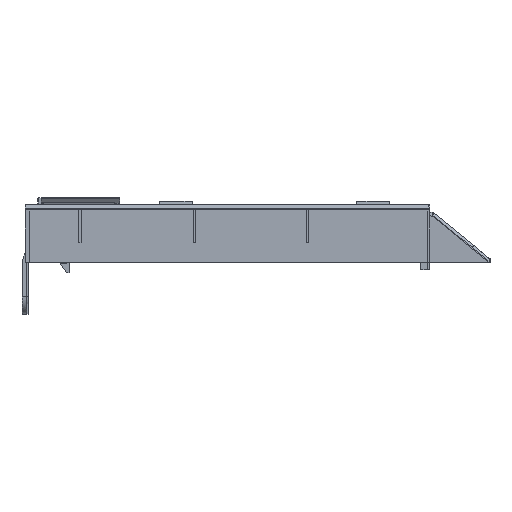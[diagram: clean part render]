
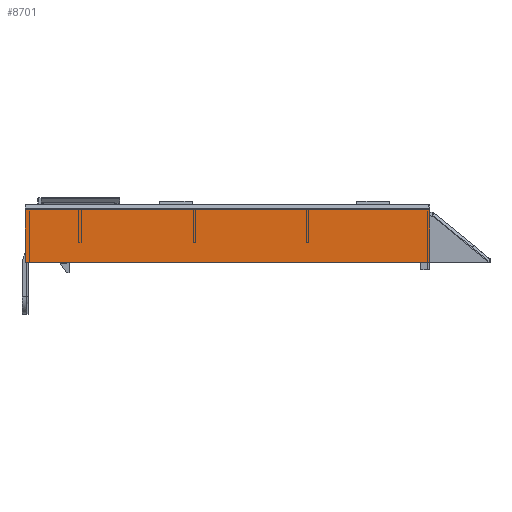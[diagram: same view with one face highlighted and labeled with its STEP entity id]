
A CAD part, left-side view. The second image highlights one B-rep face of the part: STEP entity #8701.
In plain terms, the highlighted planar face has unit normal (-1, 0, 0).
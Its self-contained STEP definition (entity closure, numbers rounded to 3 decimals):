
#401=PLANE('',#9287);
#835=FACE_OUTER_BOUND('',#1290,.T.);
#1290=EDGE_LOOP('',(#7904,#7905,#7906,#7907));
#1417=LINE('',#11784,#2527);
#1419=LINE('',#11788,#2529);
#1609=LINE('',#12213,#2719);
#2279=LINE('',#13903,#3389);
#2527=VECTOR('',#9488,10.);
#2529=VECTOR('',#9492,10.);
#2719=VECTOR('',#9818,10.);
#3389=VECTOR('',#11144,10.);
#3733=VERTEX_POINT('',#11781);
#3734=VERTEX_POINT('',#11783);
#3735=VERTEX_POINT('',#11787);
#3902=VERTEX_POINT('',#12212);
#4568=EDGE_CURVE('',#3733,#3734,#1417,.T.);
#4570=EDGE_CURVE('',#3734,#3735,#1419,.F.);
#4783=EDGE_CURVE('',#3735,#3902,#1609,.T.);
#5548=EDGE_CURVE('',#3902,#3733,#2279,.T.);
#7904=ORIENTED_EDGE('',*,*,#4783,.F.);
#7905=ORIENTED_EDGE('',*,*,#4570,.F.);
#7906=ORIENTED_EDGE('',*,*,#4568,.F.);
#7907=ORIENTED_EDGE('',*,*,#5548,.F.);
#8701=ADVANCED_FACE('',(#835),#401,.F.);
#9287=AXIS2_PLACEMENT_3D('',#14128,#11404,#11405);
#9488=DIRECTION('',(0.,-1.,0.));
#9492=DIRECTION('',(0.,0.,1.));
#9818=DIRECTION('',(0.,1.,0.));
#11144=DIRECTION('',(0.,0.,1.));
#11404=DIRECTION('center_axis',(1.,0.,0.));
#11405=DIRECTION('ref_axis',(0.,0.,1.));
#11781=CARTESIAN_POINT('',(-214.,116.75,30.5));
#11783=CARTESIAN_POINT('',(-214.,-118.75,30.5));
#11784=CARTESIAN_POINT('',(-214.,116.75,30.5));
#11787=CARTESIAN_POINT('',(-214.,-118.75,0.));
#11788=CARTESIAN_POINT('',(-214.,-118.75,0.));
#12212=CARTESIAN_POINT('',(-214.,116.75,0.));
#12213=CARTESIAN_POINT('',(-214.,58.375,0.));
#13903=CARTESIAN_POINT('',(-214.,116.75,0.));
#14128=CARTESIAN_POINT('Origin',(-214.,116.75,0.));
